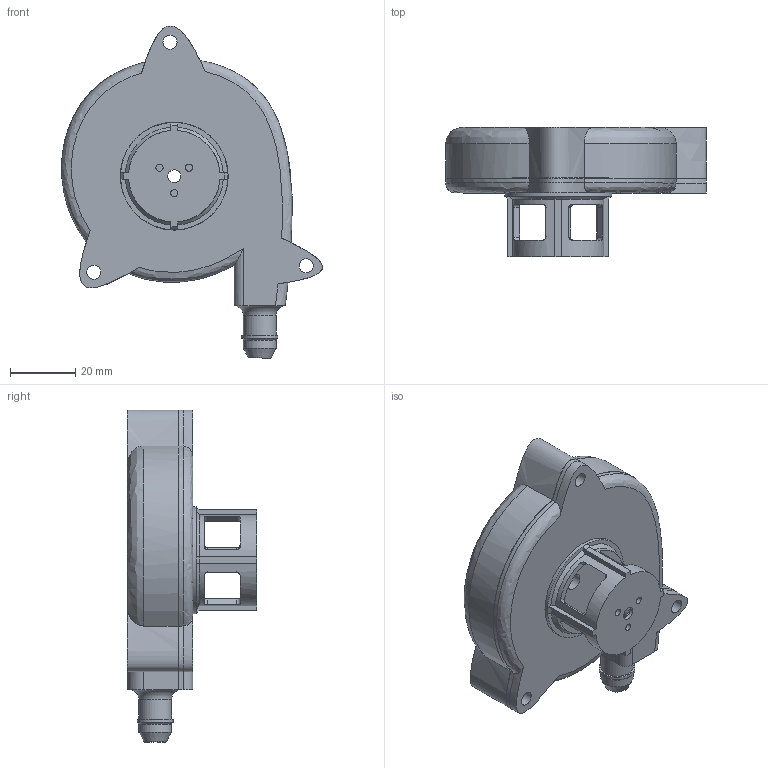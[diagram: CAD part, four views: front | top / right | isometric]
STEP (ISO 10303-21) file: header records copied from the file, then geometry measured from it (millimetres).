
FILE_DESCRIPTION(/* description */ (''),/* implementation_level */ '2;1');
FILE_NAME(/* name */ 'Blower V14.step',/* time_stamp */ '2020-04-04T12:41:56+02:00',/* author */ (''),/* organization */ (''),/* preprocessor_version */ 'ST-DEVELOPER v18',/* originating_system */ 'Autodesk Translation Framework v8.12.0.6',/* authorisation */ '');
FILE_SCHEMA (('AUTOMOTIVE_DESIGN { 1 0 10303 214 3 1 1 }'));
Length unit declared in the file: millimetre
Products named in the file (5): Blower V14; Propeller; Casing Top; Casing Bottom; Powerhose Fit
Assembly tree (4 placements, depth 2):
  Blower V14
    Propeller
    Casing Top
    Casing Bottom
    Powerhose Fit
Bounding box: 79.76 x 39.5 x 101.53 mm (x, y, z)
Volume: 53736.9 mm3; surface area: 44318.4 mm2
Topology: 5 solids, 5 shells, 312 faces, 922 edges, 604 vertices
Faces by surface type: bspline 112, plane 99, cylinder 82, cone 15, torus 4
Full cylindrical faces by diameter (mm): 2.2 x3, 4 x1, 4.3 x6, 5.2 x1, 5.7 x1, 6.5 x1, 10 x2, 11 x1, 24 x1, 32.8 x1, 33 x1, 56 x1
Entity records: 20908 total; most frequent: CARTESIAN_POINT 13116, ORIENTED_EDGE 1838, DIRECTION 1275, EDGE_CURVE 919, VERTEX_POINT 604, AXIS2_PLACEMENT_3D 446, LINE 383, VECTOR 383
